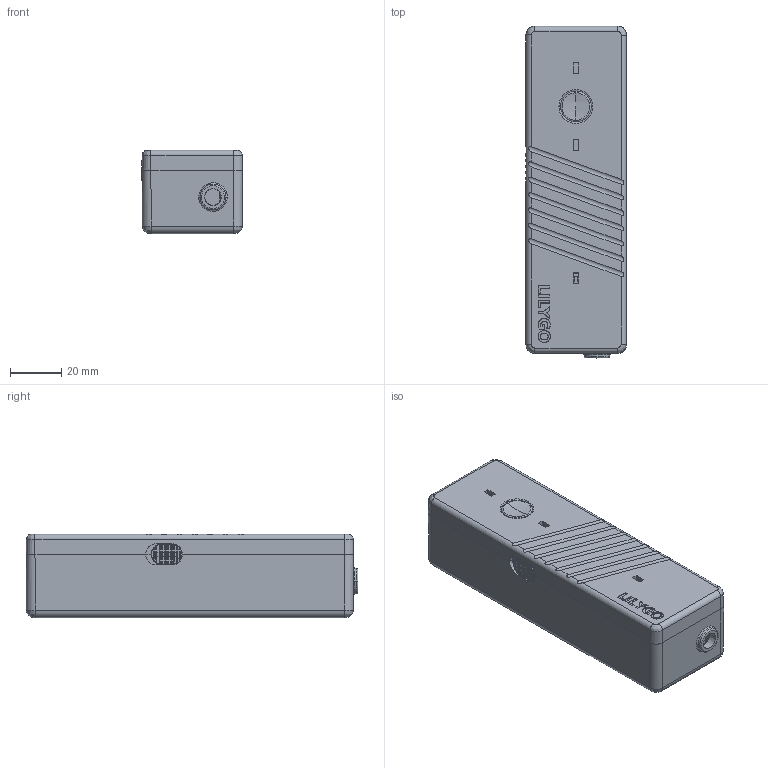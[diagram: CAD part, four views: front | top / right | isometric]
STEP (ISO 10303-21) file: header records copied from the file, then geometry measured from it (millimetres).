
FILE_DESCRIPTION((''),'2;1');
FILE_NAME('02_T-SIM7000G_0420_ASM','2023-06-07T14:06:17',('HR'),(''),'CREO PARAMETRIC BY PTC INC, 2019010','CREO PARAMETRIC BY PTC INC, 2019010','');
FILE_SCHEMA(('AUTOMOTIVE_DESIGN { 1 0 10303 214 1 1 1 1 }'));
Length unit declared in the file: millimetre
Products named in the file (5): 007_02_T-SIM7000G-B-COVER; 006_02_T-SIM7000G-A-COVER; 003_01_A7672-C-COVER; 004_01_A7672-D-COVER; 02_T-SIM7000G_0420_ASM
Assembly tree (4 placements, depth 2):
  02_T-SIM7000G_0420_ASM
    007_02_T-SIM7000G-B-COVER
    006_02_T-SIM7000G-A-COVER
    003_01_A7672-C-COVER
    004_01_A7672-D-COVER
Bounding box: 39.5 x 129.75 x 32.6 mm (x, y, z)
Volume: 33018.5 mm3; surface area: 50704.6 mm2
Topology: 4 solids, 4 shells, 1015 faces, 2695 edges, 1715 vertices
Faces by surface type: plane 534, bspline 175, cylinder 174, cone 116, sphere 8, torus 6, revolution 2
Entity records: 45793 total; most frequent: CARTESIAN_POINT 14420, ORIENTED_EDGE 5382, DIRECTION 4105, EDGE_CURVE 2691, PRESENTATION_STYLE_ASSIGNMENT 2516, STYLED_ITEM 2516, CURVE_STYLE 2513, VERTEX_POINT 1715
